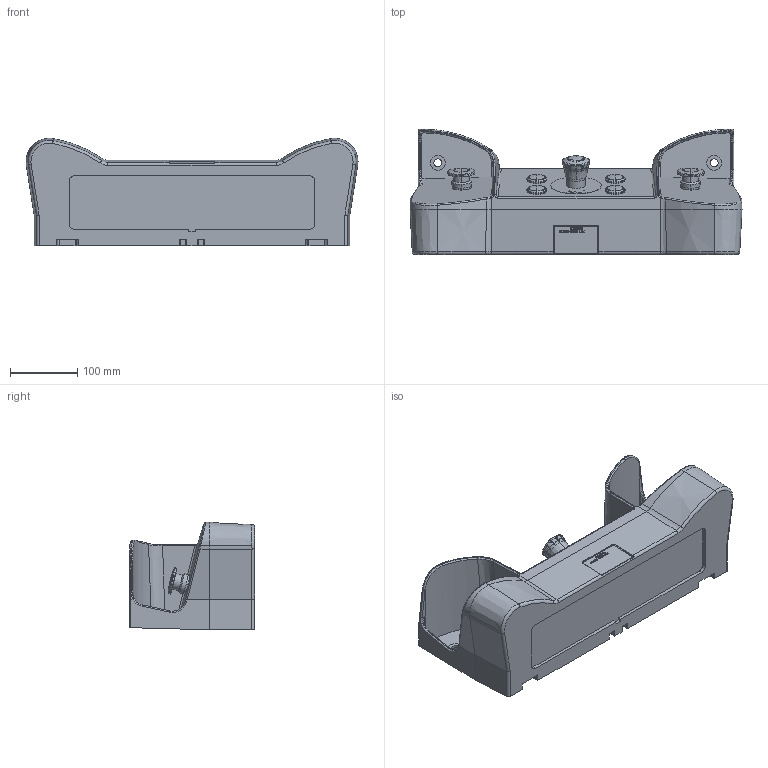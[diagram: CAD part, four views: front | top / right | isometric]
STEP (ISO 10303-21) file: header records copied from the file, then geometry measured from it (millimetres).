
FILE_DESCRIPTION(('STEP AP214'),'1');
FILE_NAME('cctmp_E58E6BB2-EF62-4207-95E4-A3591B4888AD_2023_10_20_17_09_40_0507..stp','2023-10-20T15:09:41',('SIEMENS A&D'),('CADClick - www.CADClick.com'),'Spatial InterOp 3D postprocessed',' ','unknown authorization');
FILE_SCHEMA(('AUTOMOTIVE_DESIGN'));
Length unit declared in the file: millimetre
Products named in the file (5): cc_unnamed; 3SU1853-3NB00-1AD1_3; 3SU1853-3NB00-1AD1_2; 3SU1853-3NB00-1AD1_1; 3SU1853-3NB00-1AD1
Assembly tree (4 placements, depth 2):
  cc_unnamed
    3SU1853-3NB00-1AD1_3
    3SU1853-3NB00-1AD1_2
    3SU1853-3NB00-1AD1_1
    3SU1853-3NB00-1AD1
Bounding box: 492.38 x 185.55 x 159.5 mm (x, y, z)
Volume: 6591355.6 mm3; surface area: 440794.4 mm2
Topology: 4 solids, 4 shells, 1967 faces, 5419 edges, 3551 vertices
Faces by surface type: plane 1254, cylinder 383, cone 164, torus 76, bspline 50, sphere 40
Entity records: 79920 total; most frequent: CARTESIAN_POINT 23743, ORIENTED_EDGE 10826, DIRECTION 10177, EDGE_CURVE 5413, VERTEX_POINT 3551, LINE 3433, VECTOR 3433, AXIS2_PLACEMENT_3D 3372
